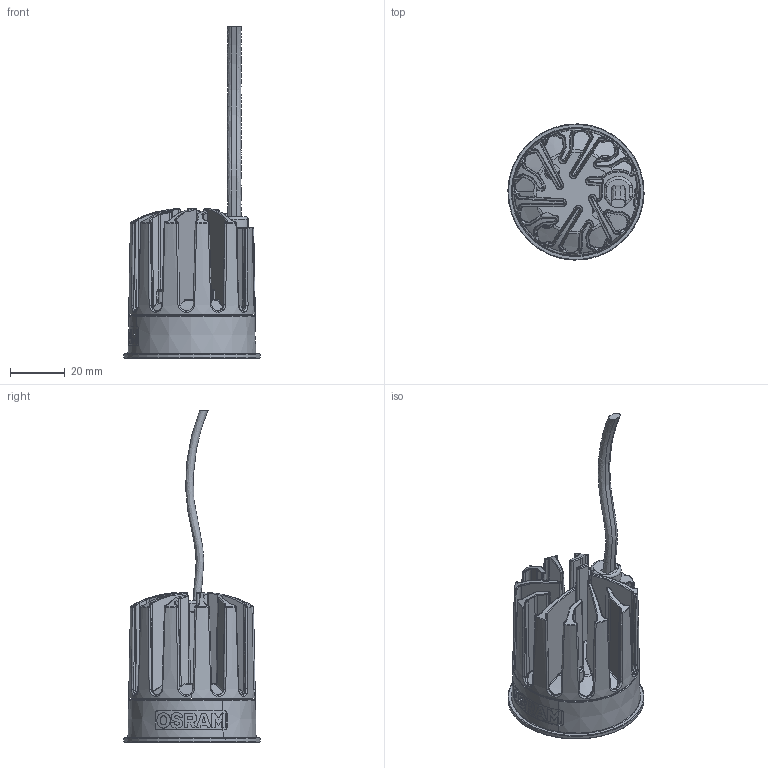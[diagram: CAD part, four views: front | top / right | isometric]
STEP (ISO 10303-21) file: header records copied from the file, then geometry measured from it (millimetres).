
FILE_DESCRIPTION (( 'STEP AP203' ), '1' );
FILE_NAME ('CN50 G2-solution12.STEP', '2020-11-05T02:12:51', ( '' ), ( '' ), 'SwSTEP 2.0', 'SolidWorks 2017', '' );
FILE_SCHEMA (( 'CONFIG_CONTROL_DESIGN' ));
Products named in the file (1): CN50 G2-solution12
Bounding box: 49.99 x 49.99 x 121.8 mm (x, y, z)
Surface area: 22013.7 mm2 (no closed solid volume)
Topology: 0 solids, 5 shells, 1891 faces, 5183 edges, 3206 vertices
Faces by surface type: bspline 1509, cone 125, torus 97, plane 94, cylinder 62, sphere 4
Entity records: 86689 total; most frequent: CARTESIAN_POINT 48339, ORIENTED_EDGE 9578, DIRECTION 5906, EDGE_CURVE 5174, VERTEX_POINT 3206, AXIS2_PLACEMENT_3D 2785, B_SPLINE_CURVE_WITH_KNOTS 2406, CIRCLE 2402
